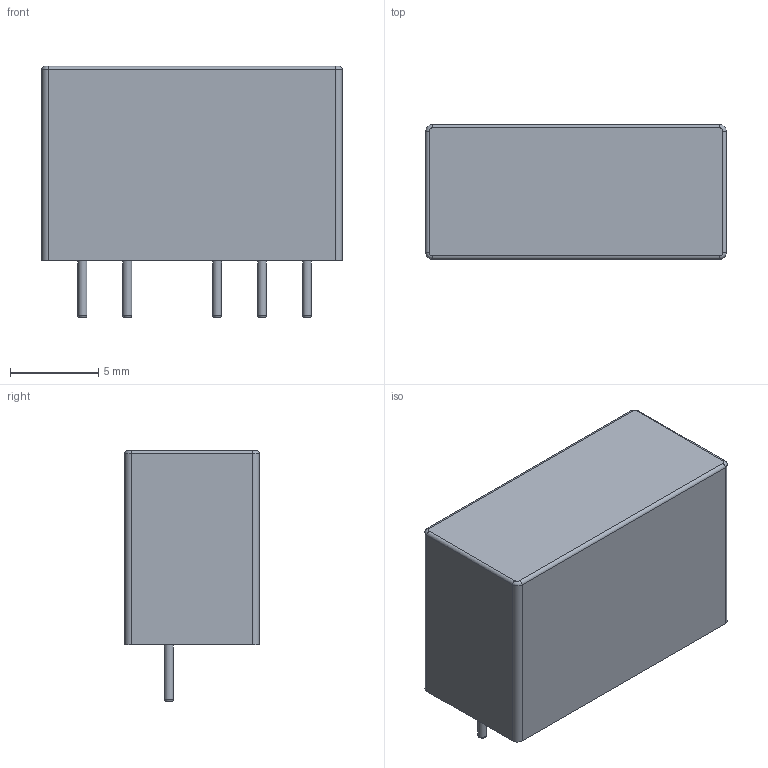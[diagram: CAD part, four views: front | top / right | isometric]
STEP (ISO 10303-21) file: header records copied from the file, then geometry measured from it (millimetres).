
FILE_DESCRIPTION(/* description */ ('model of Converter_DCDC_TRACO_TMR-1-xxxx_Dual_THT'),/* implementation_level */ '2;1');
FILE_NAME(/* name */ 'Converter_DCDC_TRACO_TMR-1-xxxx_Dual_THT.step',/* time_stamp */ '2018-04-09T21:29:48',/* author */ ('kicad StepUp','ksu'),/* organization */ ('FreeCAD'),/* preprocessor_version */ 'OCC',/* originating_system */ 'kicad StepUp',/* authorisation */ '');
FILE_SCHEMA(('AUTOMOTIVE_DESIGN { 1 0 10303 214 1 1 1 1 }'));
Length unit declared in the file: millimetre
Products named in the file (1): Converter_DCDC_TRACO_TMR_1_xxxx_Dual_THT
Bounding box: 17 x 7.62 x 14.2 mm (x, y, z)
Volume: 1426.3 mm3; surface area: 814.1 mm2
Topology: 1 solids, 1 shells, 33 faces, 65 edges, 39 vertices
Faces by surface type: cylinder 13, plane 11, torus 9
Full cylindrical faces by diameter (mm): 0.5 x5
Entity records: 1099 total; most frequent: DIRECTION 173, CARTESIAN_POINT 138, ORIENTED_EDGE 130, AXIS2_PLACEMENT_3D 74, EDGE_CURVE 65, CIRCLE 40, VERTEX_POINT 39, FACE_BOUND 38
